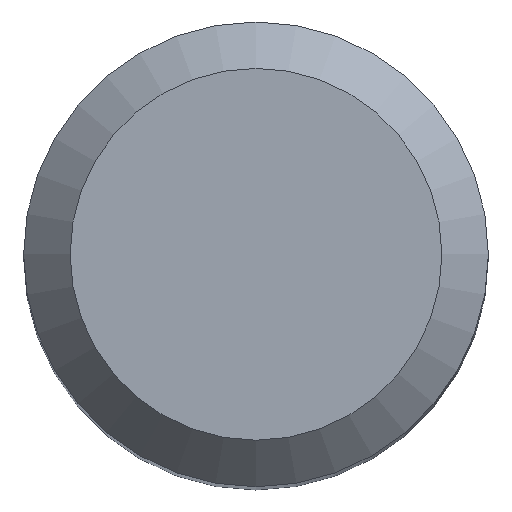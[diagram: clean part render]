
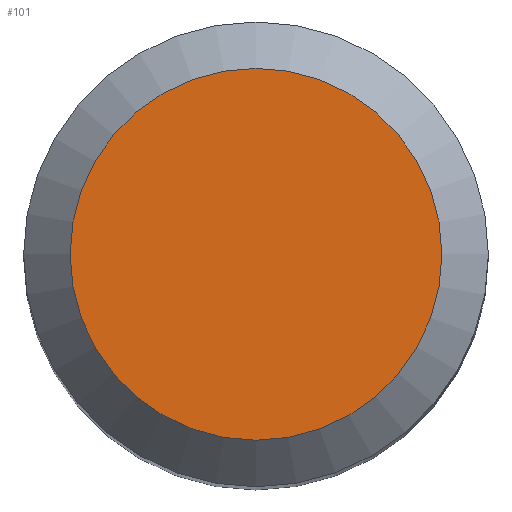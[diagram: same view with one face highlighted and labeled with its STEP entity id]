
A CAD part, top view. The second image highlights one B-rep face of the part: STEP entity #101.
In plain terms, the highlighted planar face has unit normal (0, 0, 1).
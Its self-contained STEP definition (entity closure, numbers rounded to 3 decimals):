
#11 = DIRECTION ( 'NONE',  ( 0., 0., -1. ) ) ;
#34 = EDGE_LOOP ( 'NONE', ( #68 ) ) ;
#68 = ORIENTED_EDGE ( 'NONE', *, *, #143, .F. ) ;
#86 = AXIS2_PLACEMENT_3D ( 'NONE', #247, #141, #223 ) ;
#101 = ADVANCED_FACE ( 'NONE', ( #250 ), #199, .F. ) ;
#102 = CIRCLE ( 'NONE', #175, 3.2 ) ;
#141 = DIRECTION ( 'NONE',  ( 0., 0., -1. ) ) ;
#143 = EDGE_CURVE ( 'NONE', #214, #214, #102, .T. ) ;
#161 = DIRECTION ( 'NONE',  ( 0., 1., 0. ) ) ;
#175 = AXIS2_PLACEMENT_3D ( 'NONE', #211, #11, #161 ) ;
#199 = PLANE ( 'NONE',  #86 ) ;
#211 = CARTESIAN_POINT ( 'NONE',  ( 0., 0., 79. ) ) ;
#212 = CARTESIAN_POINT ( 'NONE',  ( 0., 3.2, 79. ) ) ;
#214 = VERTEX_POINT ( 'NONE', #212 ) ;
#223 = DIRECTION ( 'NONE',  ( 0., 1., 0. ) ) ;
#247 = CARTESIAN_POINT ( 'NONE',  ( 0., 0., 79. ) ) ;
#250 = FACE_OUTER_BOUND ( 'NONE', #34, .T. ) ;
